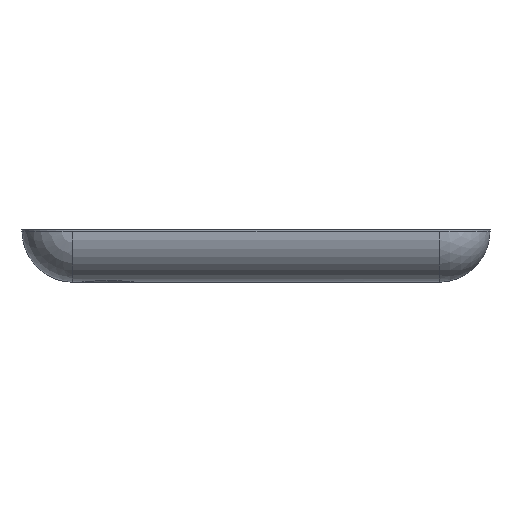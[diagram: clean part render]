
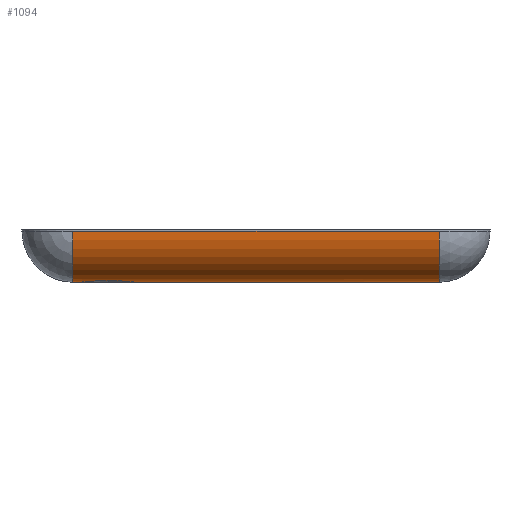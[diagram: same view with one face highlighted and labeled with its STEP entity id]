
A CAD part, left-side view. The second image highlights one B-rep face of the part: STEP entity #1094.
In plain terms, the highlighted cylindrical face has radius 3.9 mm (diameter 7.8 mm), a partial arc.
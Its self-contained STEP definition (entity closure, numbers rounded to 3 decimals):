
#32 = PLANE('',#33);
#33 = AXIS2_PLACEMENT_3D('',#34,#35,#36);
#34 = CARTESIAN_POINT('',(29.716,14.635,-46.155
    ));
#35 = DIRECTION('',(0.,0.,1.));
#36 = DIRECTION('',(1.,0.,0.));
#118 = VERTEX_POINT('',#119);
#119 = CARTESIAN_POINT('',(7.758,23.47,-46.155
    ));
#150 = EDGE_CURVE('',#151,#118,#153,.T.);
#151 = VERTEX_POINT('',#152);
#152 = CARTESIAN_POINT('',(7.758,0.632,-46.155)
  );
#153 = SURFACE_CURVE('',#154,(#158,#165),.PCURVE_S1.);
#154 = LINE('',#155,#156);
#155 = CARTESIAN_POINT('',(7.758,-3.268,-46.155)
  );
#156 = VECTOR('',#157,1.);
#157 = DIRECTION('',(0.,1.,0.));
#158 = PCURVE('',#32,#159);
#159 = DEFINITIONAL_REPRESENTATION('',(#160),#164);
#160 = LINE('',#161,#162);
#161 = CARTESIAN_POINT('',(-21.958,-17.903));
#162 = VECTOR('',#163,1.);
#163 = DIRECTION('',(0.,1.));
#164 = ( GEOMETRIC_REPRESENTATION_CONTEXT(2) 
PARAMETRIC_REPRESENTATION_CONTEXT() REPRESENTATION_CONTEXT('2D SPACE',''
  ) );
#165 = PCURVE('',#166,#171);
#166 = CYLINDRICAL_SURFACE('',#167,3.9);
#167 = AXIS2_PLACEMENT_3D('',#168,#169,#170);
#168 = CARTESIAN_POINT('',(7.758,-3.268,-42.255)
  );
#169 = DIRECTION('',(0.,1.,0.));
#170 = DIRECTION('',(-1.,0.,0.));
#171 = DEFINITIONAL_REPRESENTATION('',(#172),#176);
#172 = LINE('',#173,#174);
#173 = CARTESIAN_POINT('',(-1.571,0.));
#174 = VECTOR('',#175,1.);
#175 = DIRECTION('',(-0.,1.));
#176 = ( GEOMETRIC_REPRESENTATION_CONTEXT(2) 
PARAMETRIC_REPRESENTATION_CONTEXT() REPRESENTATION_CONTEXT('2D SPACE',''
  ) );
#720 = VERTEX_POINT('',#721);
#721 = CARTESIAN_POINT('',(7.758,28.638,-46.155
    ));
#737 = PLANE('',#738);
#738 = AXIS2_PLACEMENT_3D('',#739,#740,#741);
#739 = CARTESIAN_POINT('',(29.716,14.635,
    -46.155));
#740 = DIRECTION('',(0.,0.,1.));
#741 = DIRECTION('',(1.,0.,0.));
#869 = SPHERICAL_SURFACE('',#870,3.9);
#870 = AXIS2_PLACEMENT_3D('',#871,#872,#873);
#871 = CARTESIAN_POINT('',(7.758,28.638,-42.255
    ));
#872 = DIRECTION('',(1.,0.,0.));
#873 = DIRECTION('',(0.,0.,-1.));
#958 = SPHERICAL_SURFACE('',#959,3.9);
#959 = AXIS2_PLACEMENT_3D('',#960,#961,#962);
#960 = CARTESIAN_POINT('',(7.758,0.632,-42.255)
  );
#961 = DIRECTION('',(0.,1.,0.));
#962 = DIRECTION('',(0.,0.,-1.));
#1094 = ADVANCED_FACE('',(#1095),#166,.T.);
#1095 = FACE_BOUND('',#1096,.F.);
#1096 = EDGE_LOOP('',(#1097,#1098,#1156,#1177,#1201,#1229));
#1097 = ORIENTED_EDGE('',*,*,#150,.T.);
#1098 = ORIENTED_EDGE('',*,*,#1099,.T.);
#1099 = EDGE_CURVE('',#118,#1100,#1102,.T.);
#1100 = VERTEX_POINT('',#1101);
#1101 = CARTESIAN_POINT('',(7.758,28.423,-46.155
    ));
#1102 = SURFACE_CURVE('',#1103,(#1114,#1128),.PCURVE_S1.);
#1103 = B_SPLINE_CURVE_WITH_KNOTS('',9,(#1104,#1105,#1106,#1107,#1108,
    #1109,#1110,#1111,#1112,#1113),.UNSPECIFIED.,.F.,.F.,(10,10),(
    3.813,6.241),.PIECEWISE_BEZIER_KNOTS.);
#1104 = CARTESIAN_POINT('',(7.758,23.47,
    -46.155));
#1105 = CARTESIAN_POINT('',(7.34,23.91,
    -46.155));
#1106 = CARTESIAN_POINT('',(7.007,24.43,
    -46.105));
#1107 = CARTESIAN_POINT('',(6.771,25.01,
    -46.037));
#1108 = CARTESIAN_POINT('',(6.662,25.638,
    -45.991));
#1109 = CARTESIAN_POINT('',(6.662,26.255,
    -45.991));
#1110 = CARTESIAN_POINT('',(6.771,26.883,
    -46.037));
#1111 = CARTESIAN_POINT('',(7.007,27.463,
    -46.105));
#1112 = CARTESIAN_POINT('',(7.34,27.983,
    -46.155));
#1113 = CARTESIAN_POINT('',(7.758,28.423,-46.155
    ));
#1114 = PCURVE('',#166,#1115);
#1115 = DEFINITIONAL_REPRESENTATION('',(#1116),#1127);
#1116 = B_SPLINE_CURVE_WITH_KNOTS('',9,(#1117,#1118,#1119,#1120,#1121,
    #1122,#1123,#1124,#1125,#1126),.UNSPECIFIED.,.F.,.F.,(10,10),(
    3.813,6.241),.PIECEWISE_BEZIER_KNOTS.);
#1117 = CARTESIAN_POINT('',(-1.571,26.737));
#1118 = CARTESIAN_POINT('',(-1.464,27.178));
#1119 = CARTESIAN_POINT('',(-1.378,27.698));
#1120 = CARTESIAN_POINT('',(-1.316,28.278));
#1121 = CARTESIAN_POINT('',(-1.285,28.905));
#1122 = CARTESIAN_POINT('',(-1.285,29.523));
#1123 = CARTESIAN_POINT('',(-1.316,30.151));
#1124 = CARTESIAN_POINT('',(-1.378,30.731));
#1125 = CARTESIAN_POINT('',(-1.464,31.25));
#1126 = CARTESIAN_POINT('',(-1.571,31.691));
#1127 = ( GEOMETRIC_REPRESENTATION_CONTEXT(2) 
PARAMETRIC_REPRESENTATION_CONTEXT() REPRESENTATION_CONTEXT('2D SPACE',''
  ) );
#1128 = PCURVE('',#1129,#1150);
#1129 = B_SPLINE_SURFACE_WITH_KNOTS('',1,9,(
    (#1130,#1131,#1132,#1133,#1134,#1135,#1136,#1137,#1138,#1139)
    ,(#1140,#1141,#1142,#1143,#1144,#1145,#1146,#1147,#1148,#1149
  )),.UNSPECIFIED.,.F.,.F.,.F.,(2,2),(10,10),(0.,2.428),(
    3.813,6.241),.PIECEWISE_BEZIER_KNOTS.);
#1130 = CARTESIAN_POINT('',(9.21,24.846,
    -44.155));
#1131 = CARTESIAN_POINT('',(9.024,25.041,
    -44.155));
#1132 = CARTESIAN_POINT('',(8.875,25.272,
    -44.155));
#1133 = CARTESIAN_POINT('',(8.772,25.531,
    -44.155));
#1134 = CARTESIAN_POINT('',(8.718,25.806,
    -44.155));
#1135 = CARTESIAN_POINT('',(8.718,26.087,
    -44.155));
#1136 = CARTESIAN_POINT('',(8.772,26.362,
    -44.155));
#1137 = CARTESIAN_POINT('',(8.875,26.621,
    -44.155));
#1138 = CARTESIAN_POINT('',(9.024,26.852,
    -44.155));
#1139 = CARTESIAN_POINT('',(9.21,27.047,
    -44.155));
#1140 = CARTESIAN_POINT('',(7.758,23.47,
    -46.155));
#1141 = CARTESIAN_POINT('',(7.34,23.91,
    -46.155));
#1142 = CARTESIAN_POINT('',(7.007,24.43,
    -46.105));
#1143 = CARTESIAN_POINT('',(6.771,25.01,
    -46.037));
#1144 = CARTESIAN_POINT('',(6.662,25.638,
    -45.991));
#1145 = CARTESIAN_POINT('',(6.662,26.255,
    -45.991));
#1146 = CARTESIAN_POINT('',(6.771,26.883,
    -46.037));
#1147 = CARTESIAN_POINT('',(7.007,27.463,
    -46.105));
#1148 = CARTESIAN_POINT('',(7.34,27.983,
    -46.155));
#1149 = CARTESIAN_POINT('',(7.758,28.423,-46.155
    ));
#1150 = DEFINITIONAL_REPRESENTATION('',(#1151),#1155);
#1151 = LINE('',#1152,#1153);
#1152 = CARTESIAN_POINT('',(2.428,0.));
#1153 = VECTOR('',#1154,1.);
#1154 = DIRECTION('',(0.,1.));
#1155 = ( GEOMETRIC_REPRESENTATION_CONTEXT(2) 
PARAMETRIC_REPRESENTATION_CONTEXT() REPRESENTATION_CONTEXT('2D SPACE',''
  ) );
#1156 = ORIENTED_EDGE('',*,*,#1157,.T.);
#1157 = EDGE_CURVE('',#1100,#720,#1158,.T.);
#1158 = SURFACE_CURVE('',#1159,(#1163,#1170),.PCURVE_S1.);
#1159 = LINE('',#1160,#1161);
#1160 = CARTESIAN_POINT('',(7.758,-3.268,-46.155
    ));
#1161 = VECTOR('',#1162,1.);
#1162 = DIRECTION('',(0.,1.,0.));
#1163 = PCURVE('',#166,#1164);
#1164 = DEFINITIONAL_REPRESENTATION('',(#1165),#1169);
#1165 = LINE('',#1166,#1167);
#1166 = CARTESIAN_POINT('',(-1.571,0.));
#1167 = VECTOR('',#1168,1.);
#1168 = DIRECTION('',(-0.,1.));
#1169 = ( GEOMETRIC_REPRESENTATION_CONTEXT(2) 
PARAMETRIC_REPRESENTATION_CONTEXT() REPRESENTATION_CONTEXT('2D SPACE',''
  ) );
#1170 = PCURVE('',#737,#1171);
#1171 = DEFINITIONAL_REPRESENTATION('',(#1172),#1176);
#1172 = LINE('',#1173,#1174);
#1173 = CARTESIAN_POINT('',(-21.958,-17.903));
#1174 = VECTOR('',#1175,1.);
#1175 = DIRECTION('',(0.,1.));
#1176 = ( GEOMETRIC_REPRESENTATION_CONTEXT(2) 
PARAMETRIC_REPRESENTATION_CONTEXT() REPRESENTATION_CONTEXT('2D SPACE',''
  ) );
#1177 = ORIENTED_EDGE('',*,*,#1178,.F.);
#1178 = EDGE_CURVE('',#1179,#720,#1181,.T.);
#1179 = VERTEX_POINT('',#1180);
#1180 = CARTESIAN_POINT('',(3.858,28.638,
    -42.255));
#1181 = SURFACE_CURVE('',#1182,(#1187,#1194),.PCURVE_S1.);
#1182 = CIRCLE('',#1183,3.9);
#1183 = AXIS2_PLACEMENT_3D('',#1184,#1185,#1186);
#1184 = CARTESIAN_POINT('',(7.758,28.638,
    -42.255));
#1185 = DIRECTION('',(0.,-1.,-0.));
#1186 = DIRECTION('',(0.,0.,-1.));
#1187 = PCURVE('',#166,#1188);
#1188 = DEFINITIONAL_REPRESENTATION('',(#1189),#1193);
#1189 = LINE('',#1190,#1191);
#1190 = CARTESIAN_POINT('',(4.712,31.906));
#1191 = VECTOR('',#1192,1.);
#1192 = DIRECTION('',(-1.,0.));
#1193 = ( GEOMETRIC_REPRESENTATION_CONTEXT(2) 
PARAMETRIC_REPRESENTATION_CONTEXT() REPRESENTATION_CONTEXT('2D SPACE',''
  ) );
#1194 = PCURVE('',#869,#1195);
#1195 = DEFINITIONAL_REPRESENTATION('',(#1196),#1200);
#1196 = LINE('',#1197,#1198);
#1197 = CARTESIAN_POINT('',(0.,-6.283));
#1198 = VECTOR('',#1199,1.);
#1199 = DIRECTION('',(0.,1.));
#1200 = ( GEOMETRIC_REPRESENTATION_CONTEXT(2) 
PARAMETRIC_REPRESENTATION_CONTEXT() REPRESENTATION_CONTEXT('2D SPACE',''
  ) );
#1201 = ORIENTED_EDGE('',*,*,#1202,.F.);
#1202 = EDGE_CURVE('',#1203,#1179,#1205,.T.);
#1203 = VERTEX_POINT('',#1204);
#1204 = CARTESIAN_POINT('',(3.858,0.632,-42.255)
  );
#1205 = SURFACE_CURVE('',#1206,(#1210,#1217),.PCURVE_S1.);
#1206 = LINE('',#1207,#1208);
#1207 = CARTESIAN_POINT('',(3.858,-3.268,-42.255
    ));
#1208 = VECTOR('',#1209,1.);
#1209 = DIRECTION('',(0.,1.,0.));
#1210 = PCURVE('',#166,#1211);
#1211 = DEFINITIONAL_REPRESENTATION('',(#1212),#1216);
#1212 = LINE('',#1213,#1214);
#1213 = CARTESIAN_POINT('',(-0.,0.));
#1214 = VECTOR('',#1215,1.);
#1215 = DIRECTION('',(-0.,1.));
#1216 = ( GEOMETRIC_REPRESENTATION_CONTEXT(2) 
PARAMETRIC_REPRESENTATION_CONTEXT() REPRESENTATION_CONTEXT('2D SPACE',''
  ) );
#1217 = PCURVE('',#1218,#1223);
#1218 = PLANE('',#1219);
#1219 = AXIS2_PLACEMENT_3D('',#1220,#1221,#1222);
#1220 = CARTESIAN_POINT('',(3.858,-3.268,-42.155
    ));
#1221 = DIRECTION('',(1.,0.,0.));
#1222 = DIRECTION('',(0.,1.,0.));
#1223 = DEFINITIONAL_REPRESENTATION('',(#1224),#1228);
#1224 = LINE('',#1225,#1226);
#1225 = CARTESIAN_POINT('',(0.,-0.1));
#1226 = VECTOR('',#1227,1.);
#1227 = DIRECTION('',(1.,0.));
#1228 = ( GEOMETRIC_REPRESENTATION_CONTEXT(2) 
PARAMETRIC_REPRESENTATION_CONTEXT() REPRESENTATION_CONTEXT('2D SPACE',''
  ) );
#1229 = ORIENTED_EDGE('',*,*,#1230,.F.);
#1230 = EDGE_CURVE('',#151,#1203,#1231,.T.);
#1231 = SURFACE_CURVE('',#1232,(#1237,#1244),.PCURVE_S1.);
#1232 = CIRCLE('',#1233,3.9);
#1233 = AXIS2_PLACEMENT_3D('',#1234,#1235,#1236);
#1234 = CARTESIAN_POINT('',(7.758,0.632,-42.255)
  );
#1235 = DIRECTION('',(0.,1.,0.));
#1236 = DIRECTION('',(0.,0.,-1.));
#1237 = PCURVE('',#166,#1238);
#1238 = DEFINITIONAL_REPRESENTATION('',(#1239),#1243);
#1239 = LINE('',#1240,#1241);
#1240 = CARTESIAN_POINT('',(-1.571,3.9));
#1241 = VECTOR('',#1242,1.);
#1242 = DIRECTION('',(1.,-0.));
#1243 = ( GEOMETRIC_REPRESENTATION_CONTEXT(2) 
PARAMETRIC_REPRESENTATION_CONTEXT() REPRESENTATION_CONTEXT('2D SPACE',''
  ) );
#1244 = PCURVE('',#958,#1245);
#1245 = DEFINITIONAL_REPRESENTATION('',(#1246),#1250);
#1246 = LINE('',#1247,#1248);
#1247 = CARTESIAN_POINT('',(0.,0.));
#1248 = VECTOR('',#1249,1.);
#1249 = DIRECTION('',(1.,0.));
#1250 = ( GEOMETRIC_REPRESENTATION_CONTEXT(2) 
PARAMETRIC_REPRESENTATION_CONTEXT() REPRESENTATION_CONTEXT('2D SPACE',''
  ) );
